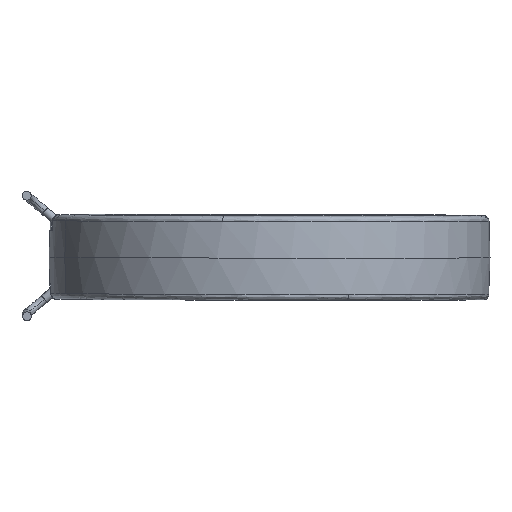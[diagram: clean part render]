
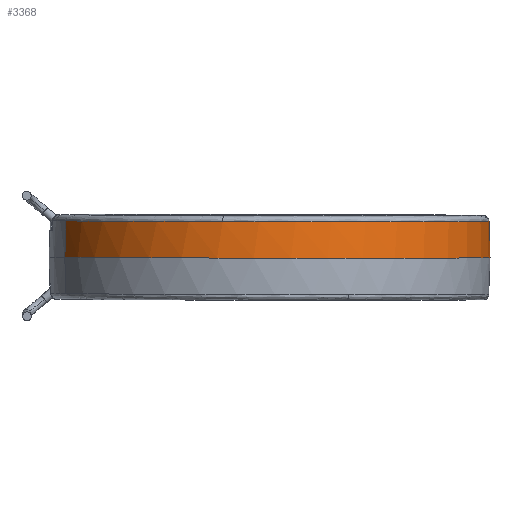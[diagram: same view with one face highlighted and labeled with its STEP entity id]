
A CAD part, left-side view. The second image highlights one B-rep face of the part: STEP entity #3368.
In plain terms, the highlighted conical face has half-angle 1.5 degrees and reference radius 75.203 mm.
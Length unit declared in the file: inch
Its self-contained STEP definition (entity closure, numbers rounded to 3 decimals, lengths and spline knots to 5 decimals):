
#155 = CARTESIAN_POINT ( 'NONE',  ( -2.95648, -0.16382, 0.55361 ) ) ;
#182 = CARTESIAN_POINT ( 'NONE',  ( 1.10551, -2.73468, 1.05327 ) ) ;
#201 = CARTESIAN_POINT ( 'NONE',  ( -0.21686, -2.95835, 0.5596 ) ) ;
#219 = CARTESIAN_POINT ( 'NONE',  ( -2.85225, 0.79672, 0.55543 ) ) ;
#241 = CARTESIAN_POINT ( 'NONE',  ( -0.41046, -2.93734, 0.55892 ) ) ;
#243 = AXIS2_PLACEMENT_3D ( 'NONE', #3238, #4259, #2474 ) ;
#315 = CONICAL_SURFACE ( 'NONE', #243, 2.96076, 0.026 ) ;
#483 = AXIS2_PLACEMENT_3D ( 'NONE', #1077, #4327, #2915 ) ;
#569 = CARTESIAN_POINT ( 'NONE',  ( -1.09955, 2.74708, 0.56141 ) ) ;
#578 = CARTESIAN_POINT ( 'NONE',  ( -2.93931, -0.3578, 0.55339 ) ) ;
#596 = CARTESIAN_POINT ( 'NONE',  ( 1.11214, -2.74589, 0.56141 ) ) ;
#654 = DIRECTION ( 'NONE',  ( 0.004, 0.001, -1. ) ) ;
#701 = EDGE_CURVE ( 'NONE', #3168, #2985, #2723, .T. ) ;
#904 = B_SPLINE_CURVE_WITH_KNOTS ( 'NONE', 3,
 ( #4456, #1625, #4436, #1955, #3047, #201, #241, #3416, #1579, #1281, #2634, #2704, #4097, #3768, #1259, #4076, #3003, #3352, #1995, #578, #155, #3698, #1933, #219, #1975, #1908, #928, #4414, #3331, #2325, #3393, #4368, #1602, #4120 ),
 .UNSPECIFIED., .F., .F.,
 ( 4, 2, 2, 2, 2, 2, 2, 2, 2, 2, 2, 2, 2, 2, 2, 2, 4 ),
 ( 0.6392, 0.67045, 0.7017, 0.73295, 0.7642, 0.79545, 0.8267, 0.85795, 0.8892, 0.92045, 0.9517, 0.98295, 1.0142, 1.04545, 1.0767, 1.10795, 1.1392 ),
 .UNSPECIFIED. ) ;
#928 = CARTESIAN_POINT ( 'NONE',  ( -2.54851, 1.50992, 0.55763 ) ) ;
#1077 = CARTESIAN_POINT ( 'NONE',  ( 0.00447, -0.00014, 1.05327 ) ) ;
#1202 = EDGE_CURVE ( 'NONE', #2985, #2159, #904, .T. ) ;
#1253 = VERTEX_POINT ( 'NONE', #1437 ) ;
#1259 = CARTESIAN_POINT ( 'NONE',  ( -2.36581, -1.78215, 0.55339 ) ) ;
#1281 = CARTESIAN_POINT ( 'NONE',  ( -1.33221, -2.64771, 0.55593 ) ) ;
#1437 = CARTESIAN_POINT ( 'NONE',  ( -1.09657, 2.7344, 1.05327 ) ) ;
#1579 = CARTESIAN_POINT ( 'NONE',  ( -0.97561, -2.79958, 0.55702 ) ) ;
#1602 = CARTESIAN_POINT ( 'NONE',  ( -1.27943, 2.67492, 0.56408 ) ) ;
#1625 = CARTESIAN_POINT ( 'NONE',  ( 0.93245, -2.81851, 0.56408 ) ) ;
#1908 = CARTESIAN_POINT ( 'NONE',  ( -2.64201, 1.3391, 0.55702 ) ) ;
#1928 = CARTESIAN_POINT ( 'NONE',  ( -1.0996, 2.74715, 0.56485 ) ) ;
#1933 = CARTESIAN_POINT ( 'NONE',  ( -2.93163, 0.41734, 0.55457 ) ) ;
#1955 = CARTESIAN_POINT ( 'NONE',  ( 0.36468, -2.94503, 0.56178 ) ) ;
#1975 = CARTESIAN_POINT ( 'NONE',  ( -2.79388, 0.9825, 0.55593 ) ) ;
#1995 = CARTESIAN_POINT ( 'NONE',  ( -2.86747, -0.73867, 0.55308 ) ) ;
#1998 = ORIENTED_EDGE ( 'NONE', *, *, #701, .F. ) ;
#2070 = DIRECTION ( 'NONE',  ( 0.977, -0.213, 0.003 ) ) ;
#2121 = FACE_OUTER_BOUND ( 'NONE', #2740, .T. ) ;
#2159 = VERTEX_POINT ( 'NONE', #1928 ) ;
#2325 = CARTESIAN_POINT ( 'NONE',  ( -1.9282, 2.25067, 0.56104 ) ) ;
#2339 = AXIS2_PLACEMENT_3D ( 'NONE', #3843, #654, #2070 ) ;
#2449 = LINE ( 'NONE', #569, #2455 ) ;
#2455 = VECTOR ( 'NONE', #3803, 39.37008 ) ;
#2474 = DIRECTION ( 'NONE',  ( -0.374, 0.928, 0. ) ) ;
#2594 = ORIENTED_EDGE ( 'NONE', *, *, #4087, .T. ) ;
#2634 = CARTESIAN_POINT ( 'NONE',  ( -1.50302, -2.55421, 0.55543 ) ) ;
#2665 = CARTESIAN_POINT ( 'NONE',  ( -2.87559, 0.62845, 1.04352 ) ) ;
#2704 = CARTESIAN_POINT ( 'NONE',  ( -1.82314, -2.33569, 0.55457 ) ) ;
#2723 = LINE ( 'NONE', #596, #3447 ) ;
#2740 = EDGE_LOOP ( 'NONE', ( #1998, #3322, #2594, #2897, #4409 ) ) ;
#2752 = EDGE_CURVE ( 'NONE', #1253, #2159, #2449, .T. ) ;
#2897 = ORIENTED_EDGE ( 'NONE', *, *, #2752, .T. ) ;
#2915 = DIRECTION ( 'NONE',  ( 0.977, -0.213, 0.003 ) ) ;
#2985 = VERTEX_POINT ( 'NONE', #3895 ) ;
#3003 = CARTESIAN_POINT ( 'NONE',  ( -2.66803, -1.28512, 0.55301 ) ) ;
#3045 = DIRECTION ( 'NONE',  ( 0.013, -0.023, -1. ) ) ;
#3047 = CARTESIAN_POINT ( 'NONE',  ( 0.17071, -2.96219, 0.56104 ) ) ;
#3168 = VERTEX_POINT ( 'NONE', #182 ) ;
#3238 = CARTESIAN_POINT ( 'NONE',  ( 0.00629, 0.00059, 0.56141 ) ) ;
#3306 = CIRCLE ( 'NONE', #2339, 2.94788 ) ;
#3322 = ORIENTED_EDGE ( 'NONE', *, *, #4111, .T. ) ;
#3331 = CARTESIAN_POINT ( 'NONE',  ( -2.20497, 1.97933, 0.5596 ) ) ;
#3352 = CARTESIAN_POINT ( 'NONE',  ( -2.8128, -0.92557, 0.55301 ) ) ;
#3368 = ADVANCED_FACE ( 'NONE', ( #2121 ), #315, .T. ) ;
#3393 = CARTESIAN_POINT ( 'NONE',  ( -1.77646, 2.37271, 0.56178 ) ) ;
#3416 = CARTESIAN_POINT ( 'NONE',  ( -0.78983, -2.85795, 0.55763 ) ) ;
#3447 = VECTOR ( 'NONE', #3045, 39.37008 ) ;
#3698 = CARTESIAN_POINT ( 'NONE',  ( -2.95264, 0.22375, 0.55421 ) ) ;
#3768 = CARTESIAN_POINT ( 'NONE',  ( -2.24378, -1.93389, 0.55361 ) ) ;
#3803 = DIRECTION ( 'NONE',  ( -0.006, 0.026, -1. ) ) ;
#3843 = CARTESIAN_POINT ( 'NONE',  ( 0.00447, -0.00014, 1.05327 ) ) ;
#3895 = CARTESIAN_POINT ( 'NONE',  ( 1.11216, -2.74597, 0.56485 ) ) ;
#3997 = VERTEX_POINT ( 'NONE', #2665 ) ;
#4076 = CARTESIAN_POINT ( 'NONE',  ( -2.57794, -1.45775, 0.55308 ) ) ;
#4087 = EDGE_CURVE ( 'NONE', #3997, #1253, #3306, .T. ) ;
#4097 = CARTESIAN_POINT ( 'NONE',  ( -1.97244, -2.21067, 0.55421 ) ) ;
#4111 = EDGE_CURVE ( 'NONE', #3168, #3997, #4556, .T. ) ;
#4120 = CARTESIAN_POINT ( 'NONE',  ( -1.0996, 2.74715, 0.56485 ) ) ;
#4259 = DIRECTION ( 'NONE',  ( 0.004, 0.001, -1. ) ) ;
#4327 = DIRECTION ( 'NONE',  ( 0.004, 0.001, -1. ) ) ;
#4368 = CARTESIAN_POINT ( 'NONE',  ( -1.45207, 2.58483, 0.5633 ) ) ;
#4409 = ORIENTED_EDGE ( 'NONE', *, *, #1202, .F. ) ;
#4414 = CARTESIAN_POINT ( 'NONE',  ( -2.33, 1.83004, 0.55892 ) ) ;
#4436 = CARTESIAN_POINT ( 'NONE',  ( 0.74555, -2.87319, 0.5633 ) ) ;
#4456 = CARTESIAN_POINT ( 'NONE',  ( 1.11216, -2.74597, 0.56485 ) ) ;
#4556 = CIRCLE ( 'NONE', #483, 2.94788 ) ;
